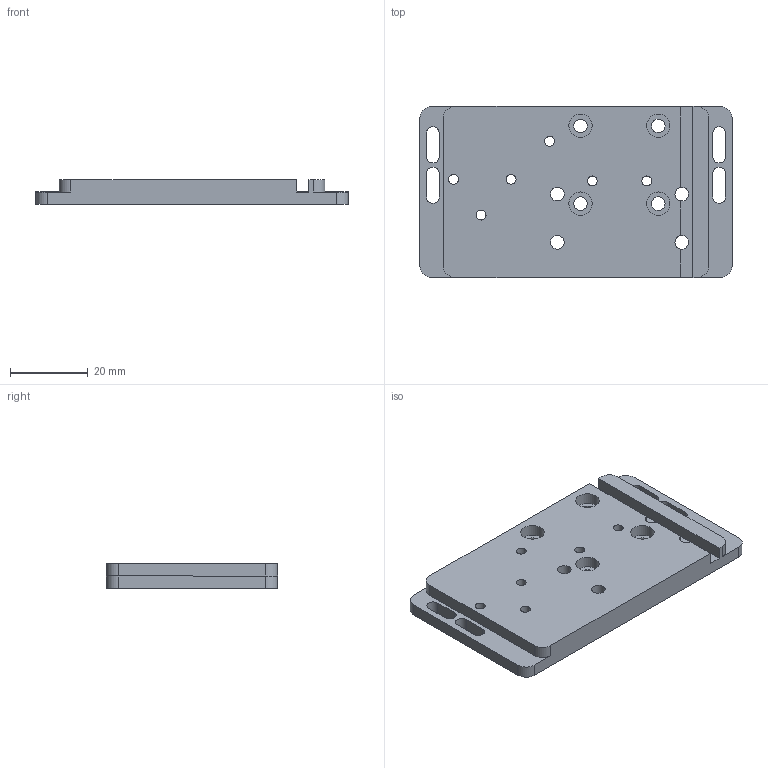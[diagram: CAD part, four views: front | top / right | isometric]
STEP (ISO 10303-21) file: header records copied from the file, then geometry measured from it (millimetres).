
FILE_DESCRIPTION(/* description */ (''),/* implementation_level */ '2;1');
FILE_NAME(/* name */ 'E5-Standard-XCarriage_.250_6061 v1.step',/* time_stamp */ '2023-01-31T19:46:35-05:00',/* author */ (''),/* organization */ (''),/* preprocessor_version */ 'ST-DEVELOPER v19.2',/* originating_system */ 'Autodesk Translation Framework v11.17.0.187',/* authorisation */ '');
FILE_SCHEMA (('AUTOMOTIVE_DESIGN { 1 0 10303 214 3 1 1 }'));
Length unit declared in the file: inch
Products named in the file (1): ENDER 5 COREXY_X CARRIAGE
Bounding box: 80.32 x 44 x 6.35 mm (x, y, z)
Volume: 18941.9 mm3; surface area: 9491 mm2
Topology: 1 solids, 1 shells, 68 faces, 201 edges, 137 vertices
Faces by surface type: cylinder 34, plane 30, cone 4
Full cylindrical faces by diameter (mm): 2.54 x6, 3.5 x8, 6 x4
Entity records: 2420 total; most frequent: DIRECTION 415, CARTESIAN_POINT 407, ORIENTED_EDGE 402, EDGE_CURVE 201, AXIS2_PLACEMENT_3D 145, VERTEX_POINT 137, LINE 125, VECTOR 125
